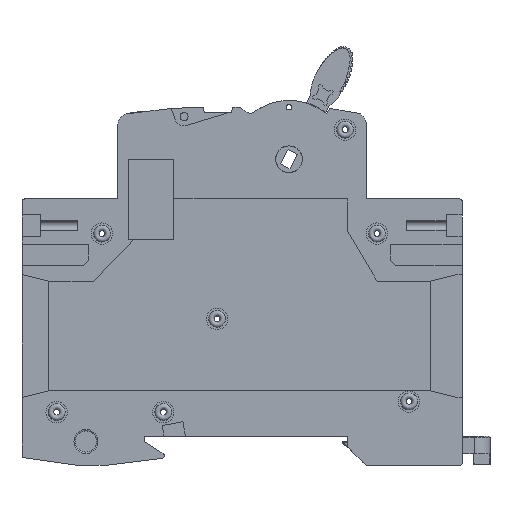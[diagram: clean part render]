
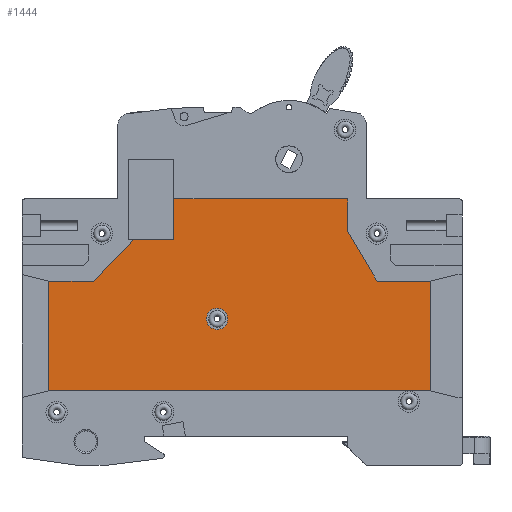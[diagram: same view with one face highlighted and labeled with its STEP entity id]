
A CAD part, front view. The second image highlights one B-rep face of the part: STEP entity #1444.
In plain terms, the highlighted planar face has unit normal (0, -1, 0).
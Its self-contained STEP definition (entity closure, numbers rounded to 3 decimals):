
#1444=ADVANCED_FACE('',(#4123,#4125),#4127,.T.);
#4123=FACE_BOUND('',#4124,.T.);
#4124=EDGE_LOOP('',(#14180,#14181,#14182,#14183,#14184,#14185,#14186,#14187,#14188,
#14189,#14190));
#4125=FACE_BOUND('',#4126,.T.);
#4126=EDGE_LOOP('',(#14191));
#4127=PLANE('',#4128);
#4128=AXIS2_PLACEMENT_3D('',#4129,#4130,#4131);
#4129=CARTESIAN_POINT('',(0.,0.3,0.));
#4130=DIRECTION('',(0.,-1.,0.));
#4131=DIRECTION('',(1.,0.,0.));
#14180=ORIENTED_EDGE('',*,*,#19776,.T.);
#14181=ORIENTED_EDGE('',*,*,#19775,.T.);
#14182=ORIENTED_EDGE('',*,*,#19772,.T.);
#14183=ORIENTED_EDGE('',*,*,#20024,.F.);
#14184=ORIENTED_EDGE('',*,*,#20025,.T.);
#14185=ORIENTED_EDGE('',*,*,#20026,.F.);
#14186=ORIENTED_EDGE('',*,*,#19793,.T.);
#14187=ORIENTED_EDGE('',*,*,#19791,.T.);
#14188=ORIENTED_EDGE('',*,*,#19789,.T.);
#14189=ORIENTED_EDGE('',*,*,#19787,.T.);
#14190=ORIENTED_EDGE('',*,*,#19785,.T.);
#14191=ORIENTED_EDGE('',*,*,#20027,.T.);
#19772=EDGE_CURVE('',#23001,#22996,#23002,.T.);
#19775=EDGE_CURVE('',#23004,#23001,#23006,.T.);
#19776=EDGE_CURVE('',#23007,#23004,#23008,.F.);
#19785=EDGE_CURVE('',#23021,#23007,#23022,.F.);
#19787=EDGE_CURVE('',#23024,#23021,#23025,.T.);
#19789=EDGE_CURVE('',#23027,#23024,#23028,.T.);
#19791=EDGE_CURVE('',#23030,#23027,#23031,.T.);
#19793=EDGE_CURVE('',#23033,#23030,#23034,.T.);
#20024=EDGE_CURVE('',#23336,#22996,#23413,.F.);
#20025=EDGE_CURVE('',#23336,#23414,#23415,.T.);
#20026=EDGE_CURVE('',#23033,#23414,#23416,.F.);
#20027=EDGE_CURVE('',#23417,#23417,#23418,.F.);
#22996=VERTEX_POINT('',#28682);
#23001=VERTEX_POINT('',#28693);
#23002=LINE('',#28694,#28695);
#23004=VERTEX_POINT('',#28700);
#23006=LINE('',#28704,#28705);
#23007=VERTEX_POINT('',#28707);
#23008=LINE('',#28708,#28709);
#23021=VERTEX_POINT('',#28739);
#23022=LINE('',#28740,#28741);
#23024=VERTEX_POINT('',#28746);
#23025=LINE('',#28747,#28748);
#23027=VERTEX_POINT('',#28753);
#23028=LINE('',#28754,#28755);
#23030=VERTEX_POINT('',#28760);
#23031=LINE('',#28761,#28762);
#23033=VERTEX_POINT('',#28767);
#23034=LINE('',#28768,#28769);
#23336=VERTEX_POINT('',#29460);
#23413=LINE('',#29642,#29643);
#23414=VERTEX_POINT('',#29645);
#23415=LINE('',#29646,#29647);
#23416=LINE('',#29649,#29650);
#23417=VERTEX_POINT('',#29652);
#23418=CIRCLE('',#29653,2.);
#28682=CARTESIAN_POINT('',(49.4,0.3,-23.4));
#28693=CARTESIAN_POINT('',(57.782,0.3,-23.4));
#28694=CARTESIAN_POINT('',(57.782,0.3,-23.4));
#28695=VECTOR('',#28696,1.);
#28696=DIRECTION('',(-1.,0.,0.));
#28700=CARTESIAN_POINT('',(65.388,0.3,-15.512));
#28704=CARTESIAN_POINT('',(65.388,0.3,-15.512));
#28705=VECTOR('',#28706,1.);
#28706=DIRECTION('',(-0.694,0.,-0.72));
#28707=CARTESIAN_POINT('',(72.9,0.3,-15.512));
#28708=CARTESIAN_POINT('',(65.388,0.3,-15.512));
#28709=VECTOR('',#28710,1.);
#28710=DIRECTION('',(1.,0.,0.));
#28739=CARTESIAN_POINT('',(72.9,0.3,-8.));
#28740=CARTESIAN_POINT('',(72.9,0.3,-15.512));
#28741=VECTOR('',#28742,1.);
#28742=DIRECTION('',(0.,0.,1.));
#28746=CARTESIAN_POINT('',(105.507,0.3,-8.));
#28747=CARTESIAN_POINT('',(105.507,0.3,-8.));
#28748=VECTOR('',#28749,1.);
#28749=DIRECTION('',(-1.,0.,0.));
#28753=CARTESIAN_POINT('',(105.507,0.3,-14.04));
#28754=CARTESIAN_POINT('',(105.507,0.3,-14.04));
#28755=VECTOR('',#28756,1.);
#28756=DIRECTION('',(0.,0.,1.));
#28760=CARTESIAN_POINT('',(111.033,0.3,-23.404));
#28761=CARTESIAN_POINT('',(111.033,0.3,-23.404));
#28762=VECTOR('',#28763,1.);
#28763=DIRECTION('',(-0.508,0.,0.861));
#28767=CARTESIAN_POINT('',(121.,0.3,-23.405));
#28768=CARTESIAN_POINT('',(121.,0.3,-23.405));
#28769=VECTOR('',#28770,1.);
#28770=DIRECTION('',(-1.,0.,0.));
#29460=CARTESIAN_POINT('',(49.4,0.3,-44.));
#29642=CARTESIAN_POINT('',(49.4,0.3,-23.4));
#29643=VECTOR('',#29644,1.);
#29644=DIRECTION('',(0.,0.,-1.));
#29645=CARTESIAN_POINT('',(121.,0.3,-44.));
#29646=CARTESIAN_POINT('',(49.4,0.3,-44.));
#29647=VECTOR('',#29648,1.);
#29648=DIRECTION('',(1.,0.,0.));
#29649=CARTESIAN_POINT('',(121.,0.3,-44.));
#29650=VECTOR('',#29651,1.);
#29651=DIRECTION('',(0.,0.,1.));
#29652=CARTESIAN_POINT('',(83.,0.3,-30.5));
#29653=AXIS2_PLACEMENT_3D('',#29654,#29655,#29656);
#29654=CARTESIAN_POINT('',(81.,0.3,-30.5));
#29655=DIRECTION('',(0.,-1.,0.));
#29656=DIRECTION('',(1.,0.,0.));
